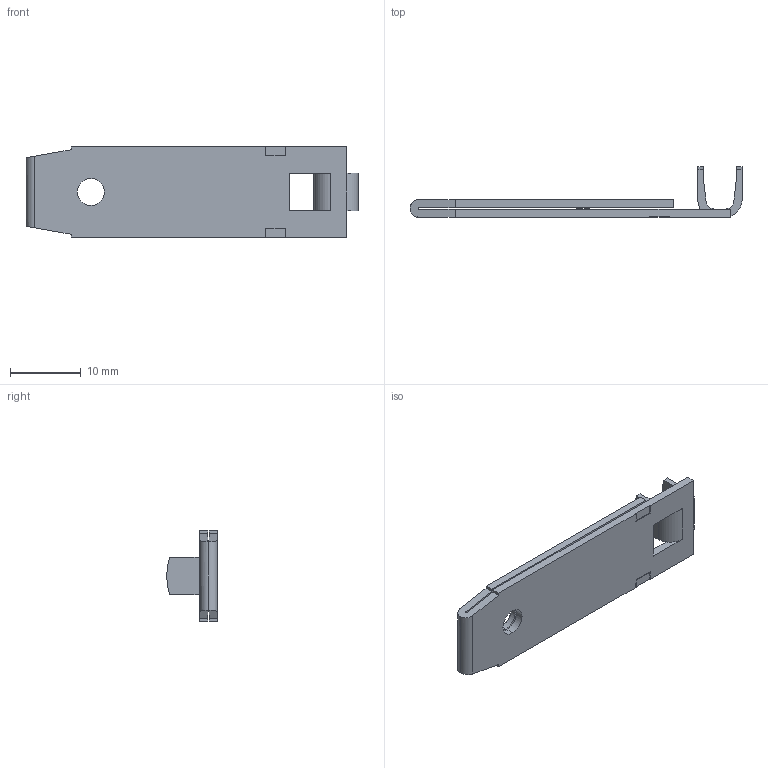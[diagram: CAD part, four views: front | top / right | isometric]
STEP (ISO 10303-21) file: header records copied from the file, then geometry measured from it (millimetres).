
FILE_DESCRIPTION (( 'STEP AP203' ), '1' );
FILE_NAME ('82012.STEP', '2018-10-31T19:05:18', ( '' ), ( '' ), 'SwSTEP 2.0', 'SolidWorks 2017', '' );
FILE_SCHEMA (( 'CONFIG_CONTROL_DESIGN' ));
Length unit declared in the file: inch
Products named in the file (1): 82012
Bounding box: 46.8 x 7.11 x 12.7 mm (x, y, z)
Volume: 1174.3 mm3; surface area: 2364.6 mm2
Topology: 1 solids, 1 shells, 67 faces, 185 edges, 122 vertices
Faces by surface type: plane 47, cylinder 18, cone 2
Entity records: 2210 total; most frequent: CARTESIAN_POINT 399, ORIENTED_EDGE 370, DIRECTION 345, EDGE_CURVE 185, LINE 145, VECTOR 145, VERTEX_POINT 122, AXIS2_PLACEMENT_3D 100
